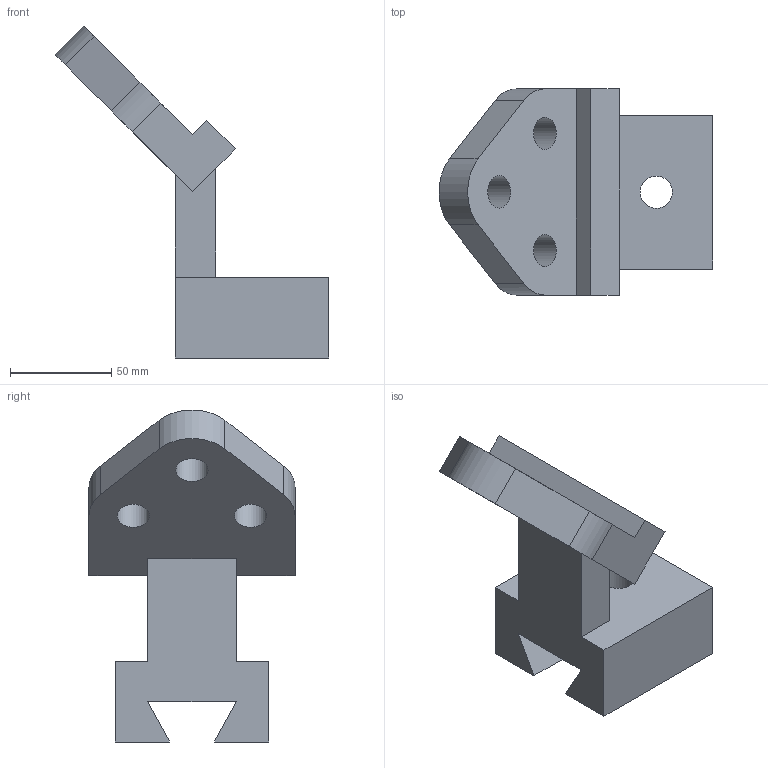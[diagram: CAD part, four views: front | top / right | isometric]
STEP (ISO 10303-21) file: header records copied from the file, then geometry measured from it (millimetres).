
FILE_DESCRIPTION(('CATIA V5 STEP Exchange'),'2;1');
FILE_NAME('(stp)63_hw3.stp','2024-10-27T13:48:18+00:00',('none'),('none'),'Version 5-6 Release 2012','CATIA V5 STEP AP203','none');
FILE_SCHEMA(('CONFIG_CONTROL_DESIGN'));
Length unit declared in the file: millimetre
Products named in the file (1): Part1
Bounding box: 135.4 x 102 x 164.25 mm (x, y, z)
Volume: 384303 mm3; surface area: 59325.7 mm2
Topology: 1 solids, 1 shells, 33 faces, 93 edges, 62 vertices
Faces by surface type: plane 22, cylinder 11
Entity records: 1080 total; most frequent: ORIENTED_EDGE 186, CARTESIAN_POINT 184, DIRECTION 149, EDGE_CURVE 93, VECTOR 71, LINE 71, VERTEX_POINT 62, AXIS2_PLACEMENT_3D 51
